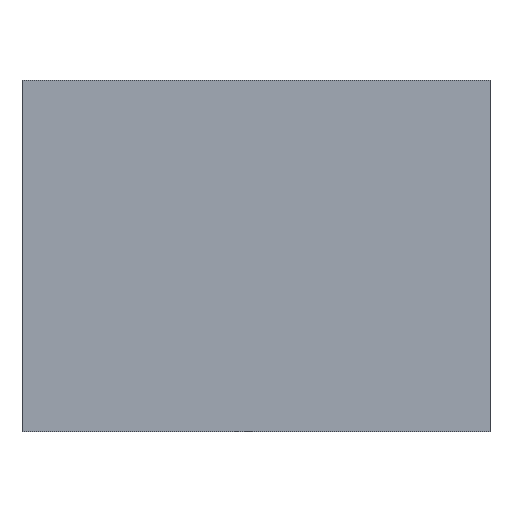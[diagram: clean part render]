
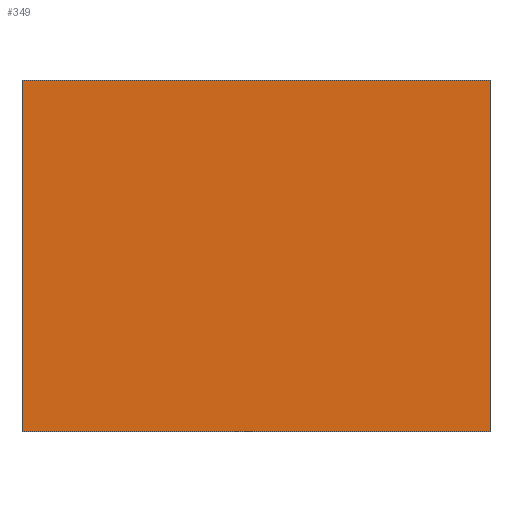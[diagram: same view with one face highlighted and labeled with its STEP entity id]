
A CAD part, front view. The second image highlights one B-rep face of the part: STEP entity #349.
In plain terms, the highlighted planar face has unit normal (0, -1, 0).
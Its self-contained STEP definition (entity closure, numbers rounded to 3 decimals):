
#41=LINE('',#577,#53);
#43=LINE('',#581,#55);
#44=LINE('',#583,#56);
#45=LINE('',#585,#57);
#53=VECTOR('',#457,1000.);
#55=VECTOR('',#461,1000.);
#56=VECTOR('',#462,1000.);
#57=VECTOR('',#463,1000.);
#71=ORIENTED_EDGE('',*,*,#142,.T.);
#72=ORIENTED_EDGE('',*,*,#143,.F.);
#73=ORIENTED_EDGE('',*,*,#144,.F.);
#74=ORIENTED_EDGE('',*,*,#140,.T.);
#140=EDGE_CURVE('',#176,#175,#41,.T.);
#142=EDGE_CURVE('',#175,#177,#43,.T.);
#143=EDGE_CURVE('',#178,#177,#44,.T.);
#144=EDGE_CURVE('',#176,#178,#45,.T.);
#175=VERTEX_POINT('',#576);
#176=VERTEX_POINT('',#578);
#177=VERTEX_POINT('',#582);
#178=VERTEX_POINT('',#584);
#230=EDGE_LOOP('',(#71,#72,#73,#74));
#284=FACE_BOUND('',#230,.T.);
#336=PLANE('',#393);
#349=ADVANCED_FACE('',(#284),#336,.F.);
#393=AXIS2_PLACEMENT_3D('',#580,#459,#460);
#457=DIRECTION('',(0.,0.,-1.));
#459=DIRECTION('',(0.,1.,0.));
#460=DIRECTION('',(0.,0.,1.));
#461=DIRECTION('',(1.,0.,0.));
#462=DIRECTION('',(0.,0.,-1.));
#463=DIRECTION('',(1.,0.,0.));
#576=CARTESIAN_POINT('',(-10.,0.,-7.5));
#577=CARTESIAN_POINT('',(-10.,0.,7.5));
#578=CARTESIAN_POINT('',(-10.,0.,7.5));
#580=CARTESIAN_POINT('',(-10.,0.,7.5));
#581=CARTESIAN_POINT('',(-10.,0.,-7.5));
#582=CARTESIAN_POINT('',(10.,0.,-7.5));
#583=CARTESIAN_POINT('',(10.,0.,7.5));
#584=CARTESIAN_POINT('',(10.,0.,7.5));
#585=CARTESIAN_POINT('',(-10.,0.,7.5));
